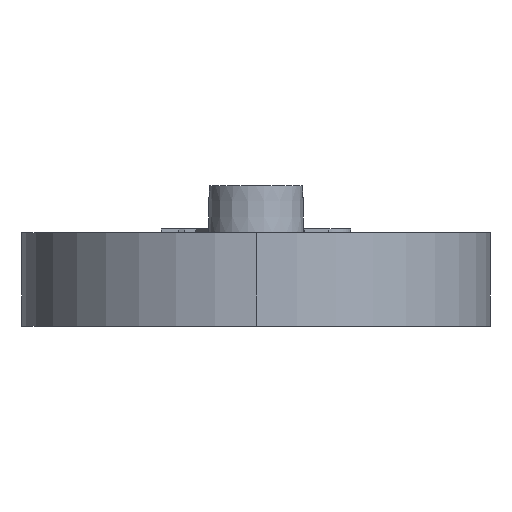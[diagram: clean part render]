
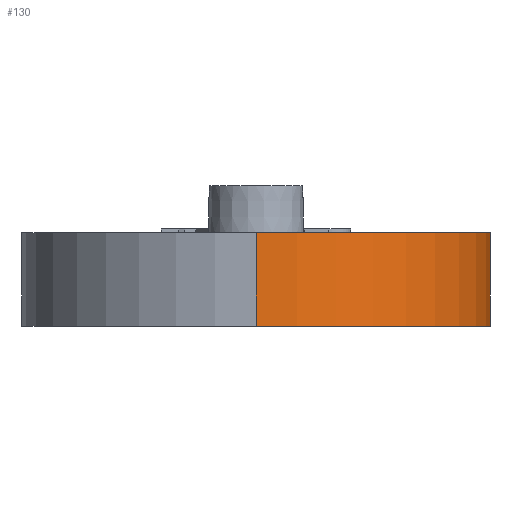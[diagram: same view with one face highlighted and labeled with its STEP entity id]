
A CAD part, left-side view. The second image highlights one B-rep face of the part: STEP entity #130.
In plain terms, the highlighted cylindrical face has radius 12.5 mm (diameter 25 mm), a partial arc.
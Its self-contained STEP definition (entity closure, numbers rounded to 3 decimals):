
#130 = ADVANCED_FACE( '', ( #440 ), #441, .T. );
#440 = FACE_OUTER_BOUND( '', #916, .T. );
#441 = CYLINDRICAL_SURFACE( '', #917, 12.5 );
#916 = EDGE_LOOP( '', ( #1851, #1852, #1853, #1854 ) );
#917 = AXIS2_PLACEMENT_3D( '', #1855, #1856, #1857 );
#1851 = ORIENTED_EDGE( '', *, *, #2981, .T. );
#1852 = ORIENTED_EDGE( '', *, *, #3338, .F. );
#1853 = ORIENTED_EDGE( '', *, *, #3321, .F. );
#1854 = ORIENTED_EDGE( '', *, *, #3337, .T. );
#1855 = CARTESIAN_POINT( '', ( -22.5, 0., 0. ) );
#1856 = DIRECTION( '', ( 0., 0., -1. ) );
#1857 = DIRECTION( '', ( 0., 1., 0. ) );
#2981 = EDGE_CURVE( '', #3537, #3535, #3538, .T. );
#3321 = EDGE_CURVE( '', #4157, #4159, #4160, .T. );
#3337 = EDGE_CURVE( '', #4157, #3537, #4190, .T. );
#3338 = EDGE_CURVE( '', #4159, #3535, #4191, .T. );
#3535 = VERTEX_POINT( '', #4443 );
#3537 = VERTEX_POINT( '', #4445 );
#3538 = CIRCLE( '', #4446, 12.5 );
#4157 = VERTEX_POINT( '', #5349 );
#4159 = VERTEX_POINT( '', #5352 );
#4160 = CIRCLE( '', #5353, 12.5 );
#4190 = LINE( '', #5388, #5389 );
#4191 = LINE( '', #5390, #5391 );
#4443 = CARTESIAN_POINT( '', ( -35., 0., 5. ) );
#4445 = CARTESIAN_POINT( '', ( -22.5, -12.5, 5. ) );
#4446 = AXIS2_PLACEMENT_3D( '', #5771, #5772, #5773 );
#5349 = CARTESIAN_POINT( '', ( -22.5, -12.5, 0. ) );
#5352 = CARTESIAN_POINT( '', ( -35., 0., 0. ) );
#5353 = AXIS2_PLACEMENT_3D( '', #6221, #6222, #6223 );
#5388 = CARTESIAN_POINT( '', ( -22.5, -12.5, 0. ) );
#5389 = VECTOR( '', #6259, 1000. );
#5390 = CARTESIAN_POINT( '', ( -35., 0., 0. ) );
#5391 = VECTOR( '', #6260, 1000. );
#5771 = CARTESIAN_POINT( '', ( -22.5, 0., 5. ) );
#5772 = DIRECTION( '', ( 0., 0., -1. ) );
#5773 = DIRECTION( '', ( 0., 1., 0. ) );
#6221 = CARTESIAN_POINT( '', ( -22.5, 0., 0. ) );
#6222 = DIRECTION( '', ( 0., 0., -1. ) );
#6223 = DIRECTION( '', ( 0., 1., 0. ) );
#6259 = DIRECTION( '', ( 0., 0., 1. ) );
#6260 = DIRECTION( '', ( 0., 0., 1. ) );
